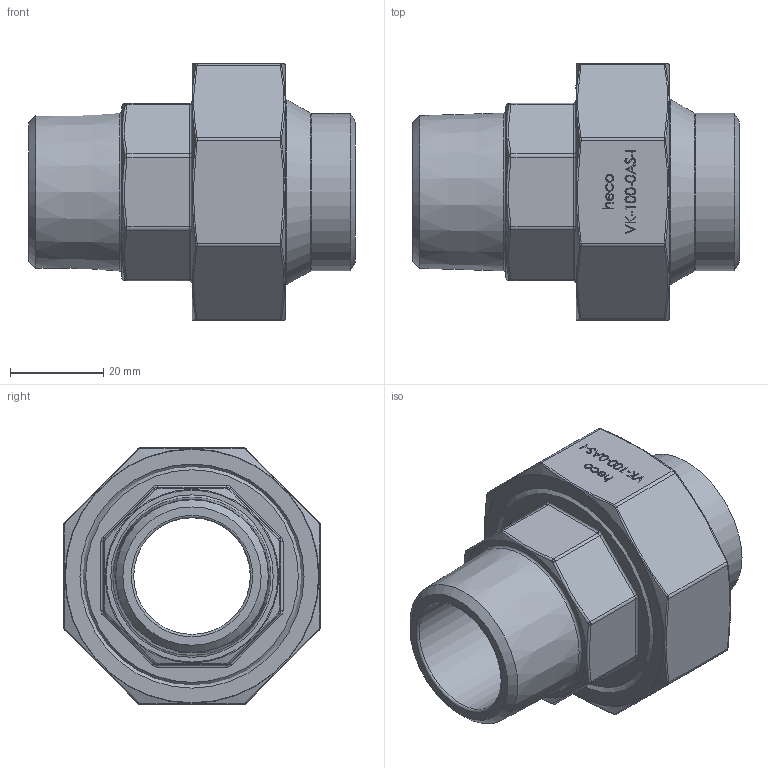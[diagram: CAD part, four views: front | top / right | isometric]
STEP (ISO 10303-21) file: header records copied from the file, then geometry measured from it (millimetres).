
FILE_DESCRIPTION (( 'STEP AP214' ), '1' );
FILE_NAME ('VK-100-0AS-I Verschraubung konisch 2301.STEP', '2023-01-30T09:08:51', ( '' ), ( '' ), 'SwSTEP 2.0', 'SolidWorks 2019', '' );
FILE_SCHEMA (( 'AUTOMOTIVE_DESIGN' ));
Length unit declared in the file: millimetre
Products named in the file (1): VK-100-0AS-I Verschraubung konisch 2301
Bounding box: 70 x 55 x 55.04 mm (x, y, z)
Volume: 54164.7 mm3; surface area: 26891 mm2
Topology: 3 solids, 3 shells, 327 faces, 788 edges, 496 vertices
Faces by surface type: bspline 125, plane 117, cylinder 35, torus 35, cone 15
Full cylindrical faces by diameter (mm): 25 x1, 26 x1, 30 x1, 33.7 x1, 34 x2, 42 x1, 42.5 x1, 45.5 x1, 45.84 x1, 48 x1
Entity records: 18130 total; most frequent: CARTESIAN_POINT 8000, ORIENTED_EDGE 1434, DIRECTION 1017, EDGE_CURVE 717, VERTEX_POINT 478, EDGE_LOOP 415, FACE_OUTER_BOUND 365, AXIS2_PLACEMENT_3D 347
